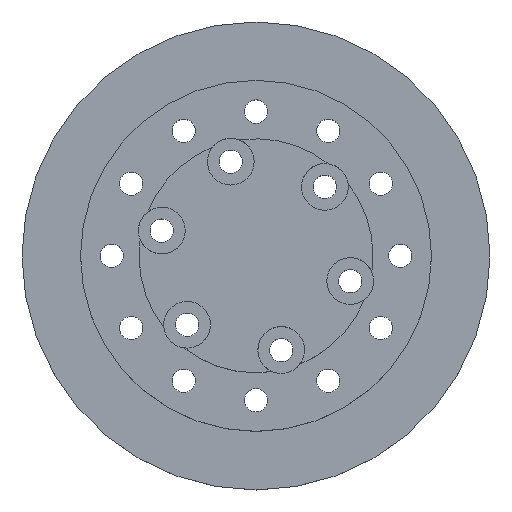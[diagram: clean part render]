
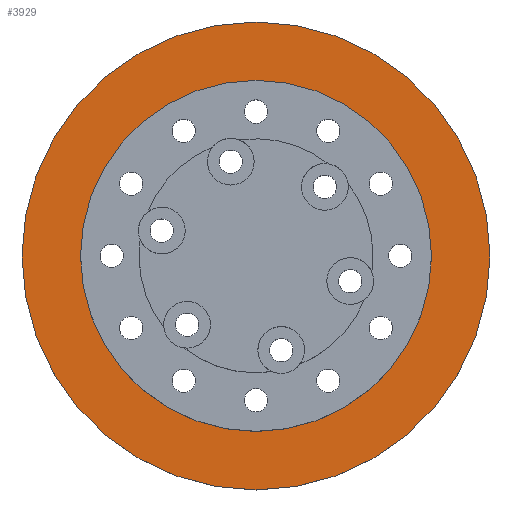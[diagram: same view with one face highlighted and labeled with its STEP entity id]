
A CAD part, top view. The second image highlights one B-rep face of the part: STEP entity #3929.
In plain terms, the highlighted planar face has unit normal (0, 0, 1).
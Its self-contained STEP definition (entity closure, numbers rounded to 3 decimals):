
#180 = CIRCLE ( 'NONE', #5144, 30. ) ;
#199 = FACE_OUTER_BOUND ( 'NONE', #606, .T. ) ;
#282 = ORIENTED_EDGE ( 'NONE', *, *, #1262, .F. ) ;
#406 = DIRECTION ( 'NONE',  ( 0., 0., -1. ) ) ;
#488 = CARTESIAN_POINT ( 'NONE',  ( 0., 0., 3. ) ) ;
#493 = AXIS2_PLACEMENT_3D ( 'NONE', #3766, #406, #5476 ) ;
#567 = ORIENTED_EDGE ( 'NONE', *, *, #2033, .T. ) ;
#606 = EDGE_LOOP ( 'NONE', ( #282, #5456 ) ) ;
#699 = CIRCLE ( 'NONE', #3812, 22.5 ) ;
#790 = CIRCLE ( 'NONE', #2918, 30. ) ;
#1052 = DIRECTION ( 'NONE',  ( -1., 0., 0. ) ) ;
#1262 = EDGE_CURVE ( 'NONE', #5131, #3680, #180, .T. ) ;
#1833 = CARTESIAN_POINT ( 'NONE',  ( 0., 0., 3. ) ) ;
#1890 = CARTESIAN_POINT ( 'NONE',  ( 0., 0., 3. ) ) ;
#2033 = EDGE_CURVE ( 'NONE', #2402, #5438, #3953, .T. ) ;
#2197 = DIRECTION ( 'NONE',  ( -1., 0., 0. ) ) ;
#2402 = VERTEX_POINT ( 'NONE', #4204 ) ;
#2670 = AXIS2_PLACEMENT_3D ( 'NONE', #1890, #4386, #3586 ) ;
#2694 = PLANE ( 'NONE',  #2670 ) ;
#2914 = CARTESIAN_POINT ( 'NONE',  ( -30., 0., 3. ) ) ;
#2918 = AXIS2_PLACEMENT_3D ( 'NONE', #1833, #4852, #1052 ) ;
#3061 = CARTESIAN_POINT ( 'NONE',  ( 0., 0., 3. ) ) ;
#3401 = CARTESIAN_POINT ( 'NONE',  ( 30., 0., 3. ) ) ;
#3577 = DIRECTION ( 'NONE',  ( -1., 0., 0. ) ) ;
#3586 = DIRECTION ( 'NONE',  ( -1., 0., 0. ) ) ;
#3680 = VERTEX_POINT ( 'NONE', #3401 ) ;
#3712 = CARTESIAN_POINT ( 'NONE',  ( 22.5, 0., 3. ) ) ;
#3753 = EDGE_LOOP ( 'NONE', ( #567, #4070 ) ) ;
#3766 = CARTESIAN_POINT ( 'NONE',  ( 0., 0., 3. ) ) ;
#3812 = AXIS2_PLACEMENT_3D ( 'NONE', #3061, #3818, #2197 ) ;
#3818 = DIRECTION ( 'NONE',  ( 0., 0., -1. ) ) ;
#3929 = ADVANCED_FACE ( 'NONE', ( #4886, #199 ), #2694, .F. ) ;
#3953 = CIRCLE ( 'NONE', #493, 22.5 ) ;
#4070 = ORIENTED_EDGE ( 'NONE', *, *, #4870, .T. ) ;
#4204 = CARTESIAN_POINT ( 'NONE',  ( -22.5, 0., 3. ) ) ;
#4318 = EDGE_CURVE ( 'NONE', #3680, #5131, #790, .T. ) ;
#4386 = DIRECTION ( 'NONE',  ( 0., 0., -1. ) ) ;
#4711 = DIRECTION ( 'NONE',  ( 0., 0., -1. ) ) ;
#4852 = DIRECTION ( 'NONE',  ( 0., 0., -1. ) ) ;
#4870 = EDGE_CURVE ( 'NONE', #5438, #2402, #699, .T. ) ;
#4886 = FACE_BOUND ( 'NONE', #3753, .T. ) ;
#5131 = VERTEX_POINT ( 'NONE', #2914 ) ;
#5144 = AXIS2_PLACEMENT_3D ( 'NONE', #488, #4711, #3577 ) ;
#5438 = VERTEX_POINT ( 'NONE', #3712 ) ;
#5456 = ORIENTED_EDGE ( 'NONE', *, *, #4318, .F. ) ;
#5476 = DIRECTION ( 'NONE',  ( -1., 0., 0. ) ) ;
